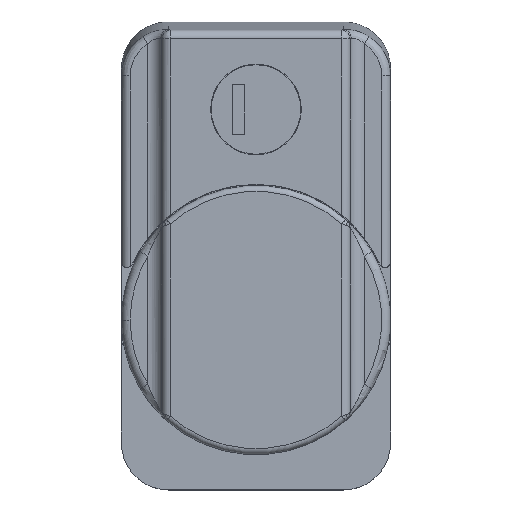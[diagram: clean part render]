
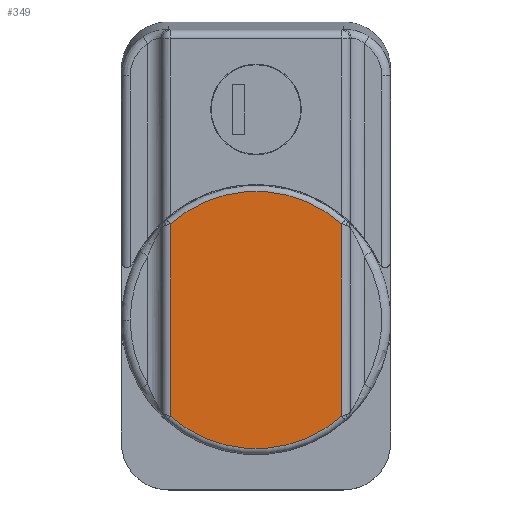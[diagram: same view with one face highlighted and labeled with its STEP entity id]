
A CAD part, top view. The second image highlights one B-rep face of the part: STEP entity #349.
In plain terms, the highlighted planar face has unit normal (0, 0, 1).
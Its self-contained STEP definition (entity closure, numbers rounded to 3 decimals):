
#187 = EDGE_CURVE ( 'NONE', #3494, #930, #2317, .T. ) ;
#349 = ADVANCED_FACE ( 'NONE', ( #5219 ), #5914, .F. ) ;
#526 = CIRCLE ( 'NONE', #3798, 22. ) ;
#917 = DIRECTION ( 'NONE',  ( 0., -1., 0. ) ) ;
#930 = VERTEX_POINT ( 'NONE', #2084 ) ;
#1495 = VECTOR ( 'NONE', #6605, 1000. ) ;
#1838 = DIRECTION ( 'NONE',  ( -1., 0., 0. ) ) ;
#2062 = VECTOR ( 'NONE', #917, 1000. ) ;
#2084 = CARTESIAN_POINT ( 'NONE',  ( 14.627, 16.433, 13. ) ) ;
#2245 = EDGE_LOOP ( 'NONE', ( #7714, #4200, #8978, #6568 ) ) ;
#2317 = LINE ( 'NONE', #3230, #1495 ) ;
#2475 = DIRECTION ( 'NONE',  ( 0., 0., 1. ) ) ;
#2581 = CARTESIAN_POINT ( 'NONE',  ( 0., 0., 13. ) ) ;
#3230 = CARTESIAN_POINT ( 'NONE',  ( 14.627, 0., 13. ) ) ;
#3494 = VERTEX_POINT ( 'NONE', #9460 ) ;
#3798 = AXIS2_PLACEMENT_3D ( 'NONE', #2581, #2475, #4128 ) ;
#3803 = EDGE_CURVE ( 'NONE', #6969, #8785, #4364, .T. ) ;
#4032 = DIRECTION ( 'NONE',  ( -1., 0., 0. ) ) ;
#4128 = DIRECTION ( 'NONE',  ( -1., 0., 0. ) ) ;
#4200 = ORIENTED_EDGE ( 'NONE', *, *, #5985, .T. ) ;
#4364 = LINE ( 'NONE', #8314, #2062 ) ;
#4990 = AXIS2_PLACEMENT_3D ( 'NONE', #10044, #6561, #4032 ) ;
#5169 = CARTESIAN_POINT ( 'NONE',  ( 0., 0., 13. ) ) ;
#5219 = FACE_OUTER_BOUND ( 'NONE', #2245, .T. ) ;
#5456 = EDGE_CURVE ( 'NONE', #930, #6969, #10354, .T. ) ;
#5914 = PLANE ( 'NONE',  #9059 ) ;
#5985 = EDGE_CURVE ( 'NONE', #8785, #3494, #526, .T. ) ;
#6135 = CARTESIAN_POINT ( 'NONE',  ( -14.627, -16.433, 13. ) ) ;
#6561 = DIRECTION ( 'NONE',  ( 0., 0., 1. ) ) ;
#6568 = ORIENTED_EDGE ( 'NONE', *, *, #5456, .T. ) ;
#6605 = DIRECTION ( 'NONE',  ( 0., 1., 0. ) ) ;
#6969 = VERTEX_POINT ( 'NONE', #8545 ) ;
#7714 = ORIENTED_EDGE ( 'NONE', *, *, #3803, .T. ) ;
#8314 = CARTESIAN_POINT ( 'NONE',  ( -14.627, 0., 13. ) ) ;
#8545 = CARTESIAN_POINT ( 'NONE',  ( -14.627, 16.433, 13. ) ) ;
#8785 = VERTEX_POINT ( 'NONE', #6135 ) ;
#8978 = ORIENTED_EDGE ( 'NONE', *, *, #187, .T. ) ;
#9059 = AXIS2_PLACEMENT_3D ( 'NONE', #5169, #9224, #1838 ) ;
#9224 = DIRECTION ( 'NONE',  ( 0., 0., -1. ) ) ;
#9460 = CARTESIAN_POINT ( 'NONE',  ( 14.627, -16.433, 13. ) ) ;
#10044 = CARTESIAN_POINT ( 'NONE',  ( 0., 0., 13. ) ) ;
#10354 = CIRCLE ( 'NONE', #4990, 22. ) ;
